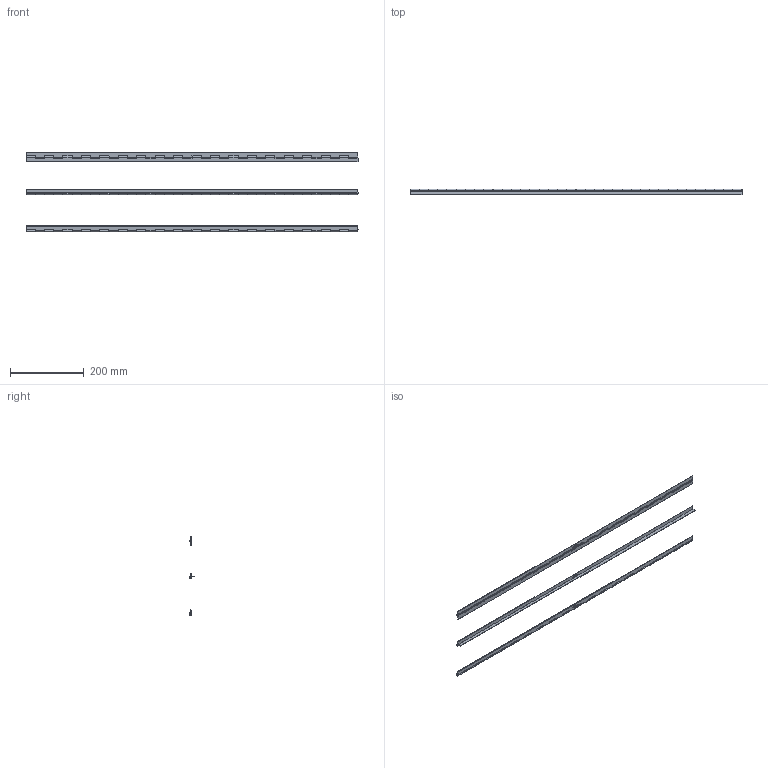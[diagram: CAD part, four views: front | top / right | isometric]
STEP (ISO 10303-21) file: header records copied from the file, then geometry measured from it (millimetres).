
FILE_DESCRIPTION (( 'STEP AP214' ), '1' );
FILE_NAME ('76850-Piano Hinge Zinc Plated Unpunched 26mm 900mm.STEP', '2019-04-17T02:37:54', ( '' ), ( '' ), 'SwSTEP 2.0', 'SolidWorks 2018', '' );
FILE_SCHEMA (( 'AUTOMOTIVE_DESIGN' ));
Length unit declared in the file: millimetre
Products named in the file (4): 76850-Piano Hinge Zinc Plated Unpunched 26mm 900mm; Pin; Bottom; Top
Assembly tree (9 placements, depth 2):
  76850-Piano Hinge Zinc Plated Unpunched 26mm 900mm
    Bottom  x3
    Pin  x3
    Top  x3
Bounding box: 900 x 15.29 x 215.65 mm (x, y, z)
Volume: 112942 mm3; surface area: 229482.6 mm2
Topology: 9 solids, 9 shells, 1905 faces, 5418 edges, 3612 vertices
Faces by surface type: plane 903, cylinder 654, bspline 348
Entity records: 27446 total; most frequent: CARTESIAN_POINT 11077, ORIENTED_EDGE 3612, DIRECTION 3072, EDGE_CURVE 1806, VERTEX_POINT 1204, LINE 1138, VECTOR 1138, AXIS2_PLACEMENT_3D 967
